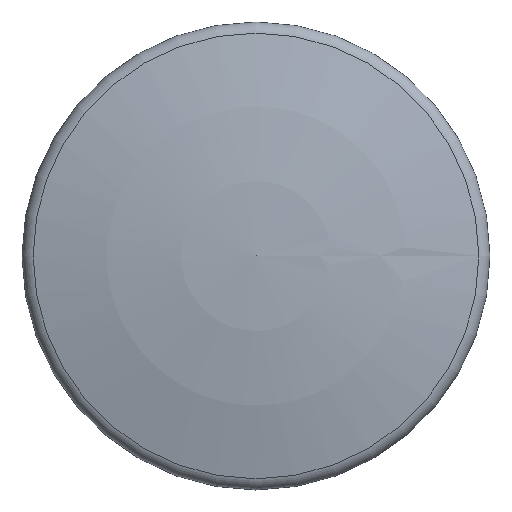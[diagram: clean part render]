
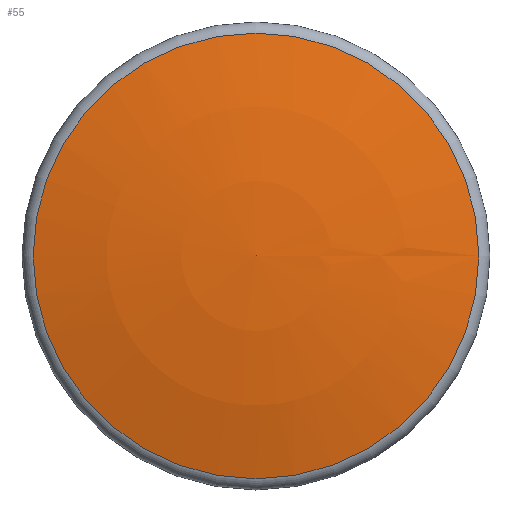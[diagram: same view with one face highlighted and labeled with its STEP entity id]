
A CAD part, top view. The second image highlights one B-rep face of the part: STEP entity #55.
In plain terms, the highlighted spherical face has radius 64 mm.
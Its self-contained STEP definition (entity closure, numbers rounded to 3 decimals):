
#55 = ADVANCED_FACE( '', ( #118 ), #119, .T. );
#118 = FACE_OUTER_BOUND( '', #184, .T. );
#119 = SPHERICAL_SURFACE( '', #185, 64. );
#184 = EDGE_LOOP( '', ( #260 ) );
#185 = AXIS2_PLACEMENT_3D( '', #261, #262, #263 );
#260 = ORIENTED_EDGE( '', *, *, #322, .T. );
#261 = CARTESIAN_POINT( '', ( 0., 0., -40. ) );
#262 = DIRECTION( '', ( 0., 0., 1. ) );
#263 = DIRECTION( '', ( 1., 0., 0. ) );
#322 = EDGE_CURVE( '', #365, #365, #366, .F. );
#365 = VERTEX_POINT( '', #408 );
#366 = CIRCLE( '', #409, 15.238 );
#408 = CARTESIAN_POINT( '', ( -15.238, 0., 22.159 ) );
#409 = AXIS2_PLACEMENT_3D( '', #455, #456, #457 );
#455 = CARTESIAN_POINT( '', ( 0., 0., 22.159 ) );
#456 = DIRECTION( '', ( 0., 0., -1. ) );
#457 = DIRECTION( '', ( -1., 0., 0. ) );
